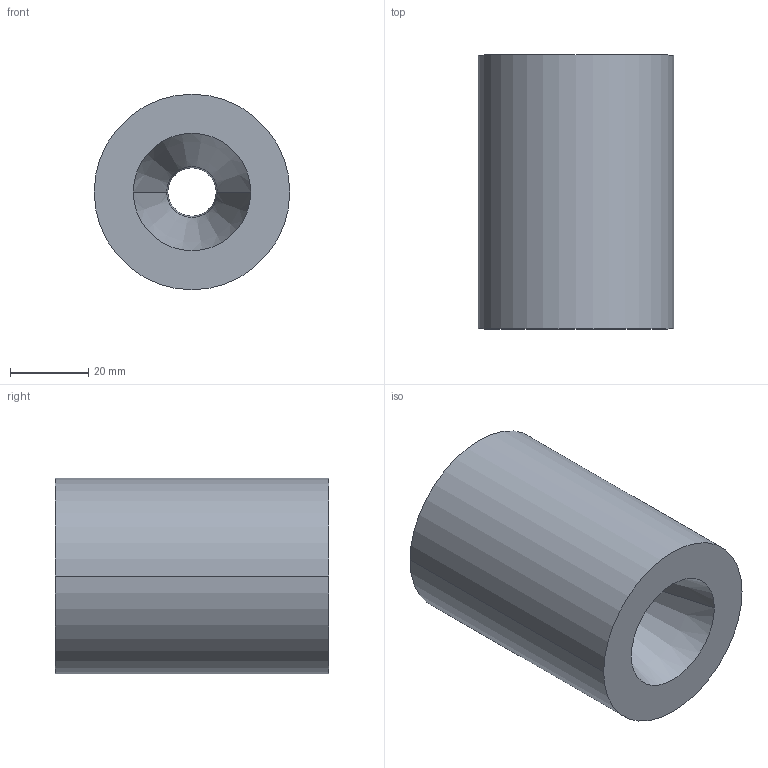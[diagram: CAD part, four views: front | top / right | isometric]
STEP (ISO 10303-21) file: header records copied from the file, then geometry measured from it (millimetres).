
FILE_DESCRIPTION((''),'2;1');
FILE_NAME('MRLM-S-T5-NOZZLE-B','2025-01-09T09:49:58',('Casey'),(''),'CREO PARAMETRIC BY PTC INC, 2023073','CREO PARAMETRIC BY PTC INC, 2023073','');
FILE_SCHEMA(('CONFIG_CONTROL_DESIGN'));
Length unit declared in the file: millimetre
Products named in the file (1): MRLM-S-T5-NOZZLE-B
Bounding box: 50 x 70 x 50 mm (x, y, z)
Volume: 88939.8 mm3; surface area: 19500.9 mm2
Topology: 1 solids, 1 shells, 17 faces, 34 edges, 20 vertices
Faces by surface type: cylinder 6, cone 4, plane 3, torus 2, bspline 2
Entity records: 536 total; most frequent: CARTESIAN_POINT 125, DIRECTION 88, ORIENTED_EDGE 68, AXIS2_PLACEMENT_3D 39, EDGE_CURVE 34, CIRCLE 24, VERTEX_POINT 20, EDGE_LOOP 20
